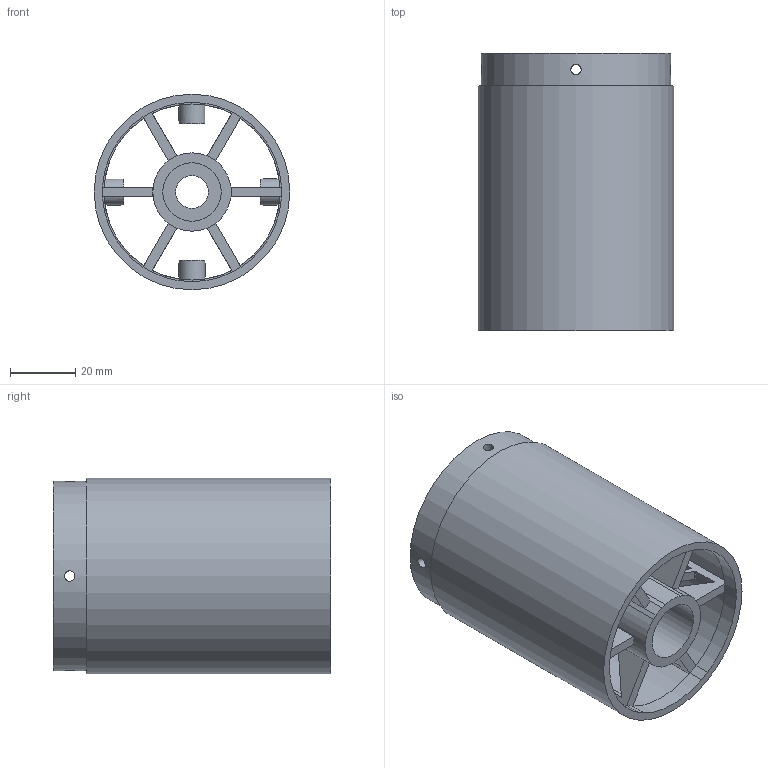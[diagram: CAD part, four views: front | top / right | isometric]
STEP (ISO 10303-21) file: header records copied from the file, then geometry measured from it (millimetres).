
FILE_DESCRIPTION(/* description */ (''),/* implementation_level */ '2;1');
FILE_NAME(/* name */ 'C-Class Motor Mount.stp',/* time_stamp */ '2024-02-11T13:12:18-08:00',/* author */ ('liu63'),/* organization */ (''),/* preprocessor_version */ 'ST-DEVELOPER v20',/* originating_system */ 'Autodesk Inventor 2024',/* authorisation */ '');
FILE_SCHEMA (('AUTOMOTIVE_DESIGN { 1 0 10303 214 3 1 1 }'));
Length unit declared in the file: millimetre
Products named in the file (1): C-Class Motor Mount
Bounding box: 60 x 85 x 60 mm (x, y, z)
Volume: 50467.2 mm3; surface area: 54413.4 mm2
Topology: 1 solids, 1 shells, 312 faces, 928 edges, 645 vertices
Faces by surface type: cylinder 136, plane 110, cone 66
Full cylindrical faces by diameter (mm): 3.2 x4, 4.5 x4, 8 x4, 10 x1, 17.9 x1, 54 x1, 58 x1, 60 x1
Entity records: 10735 total; most frequent: CARTESIAN_POINT 2412, ORIENTED_EDGE 1808, DIRECTION 1651, EDGE_CURVE 904, AXIS2_PLACEMENT_3D 596, VERTEX_POINT 592, LINE 459, VECTOR 459
